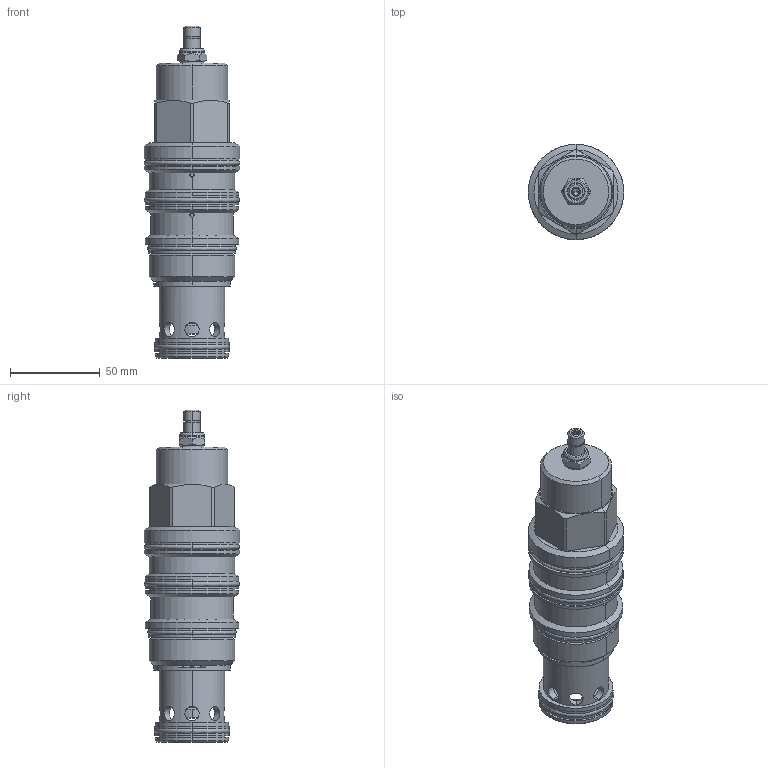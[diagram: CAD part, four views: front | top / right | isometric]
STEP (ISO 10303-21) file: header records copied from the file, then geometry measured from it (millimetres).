
FILE_DESCRIPTION((''),'2;1');
FILE_NAME('DOJP-LAN_PRT','2007-08-02T',('Administrator'),(''),'PRO/ENGINEER BY PARAMETRIC TECHNOLOGY CORPORATION, 2006240','PRO/ENGINEER BY PARAMETRIC TECHNOLOGY CORPORATION, 2006240','');
FILE_SCHEMA(('CONFIG_CONTROL_DESIGN'));
Length unit declared in the file: inch
Products named in the file (1): DOJP-LAN_PRT
Bounding box: 53.09 x 53.09 x 184.94 mm (x, y, z)
Surface area: 84736.8 mm2 (no closed solid volume)
Topology: 0 solids, 4 shells, 493 faces, 1100 edges, 667 vertices
Faces by surface type: cylinder 219, cone 118, plane 115, torus 27, revolution 14
Entity records: 17150 total; most frequent: CARTESIAN_POINT 5950, DIRECTION 2500, ORIENTED_EDGE 2180, EDGE_CURVE 1090, AXIS2_PLACEMENT_3D 1045, VERTEX_POINT 667, EDGE_LOOP 585, CIRCLE 566
